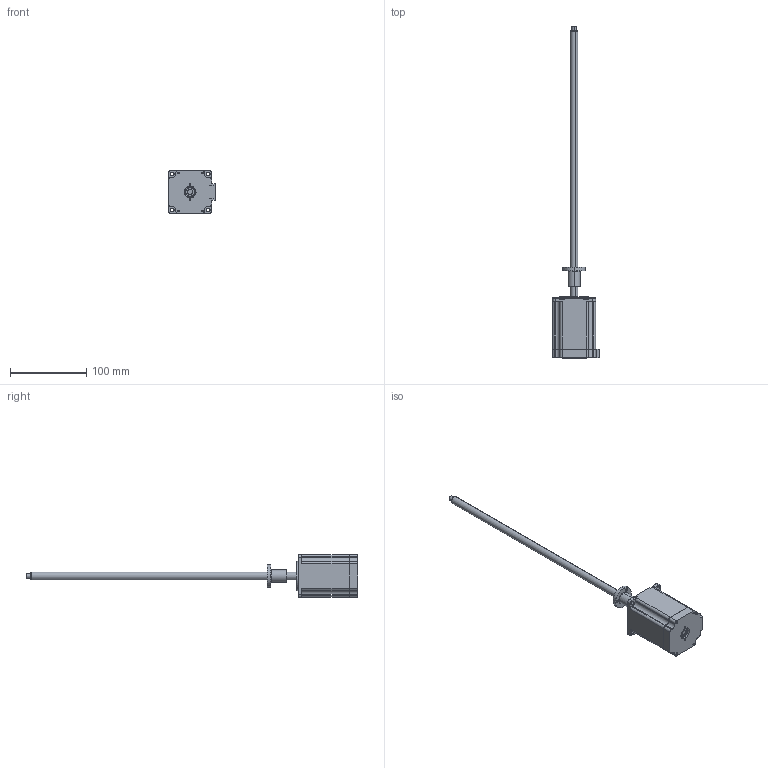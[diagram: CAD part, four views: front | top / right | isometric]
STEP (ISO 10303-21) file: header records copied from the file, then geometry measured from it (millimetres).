
FILE_DESCRIPTION (( 'STEP AP203' ), '1' );
FILE_NAME ('LE23AS-T10105-350-AR2-S-300.STEP', '2018-08-10T03:38:47', ( '' ), ( '' ), 'SwSTEP 2.0', 'SolidWorks 2014', '' );
FILE_SCHEMA (( 'CONFIG_CONTROL_DESIGN' ));
Length unit declared in the file: millimetre
Products named in the file (1): LE23AS-T10105-350-AR2-S-300
Bounding box: 61.2 x 434.5 x 56.2 mm (x, y, z)
Surface area: 43593.2 mm2 (no closed solid volume)
Topology: 0 solids, 19 shells, 293 faces, 973 edges, 668 vertices
Faces by surface type: plane 131, cylinder 96, cone 52, sphere 8, torus 6
Entity records: 10960 total; most frequent: CARTESIAN_POINT 2367, DIRECTION 1841, ORIENTED_EDGE 1584, EDGE_CURVE 973, VERTEX_POINT 668, AXIS2_PLACEMENT_3D 646, LINE 549, VECTOR 549
